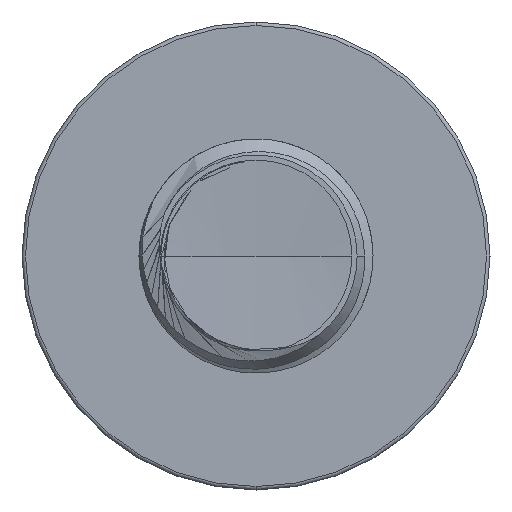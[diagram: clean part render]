
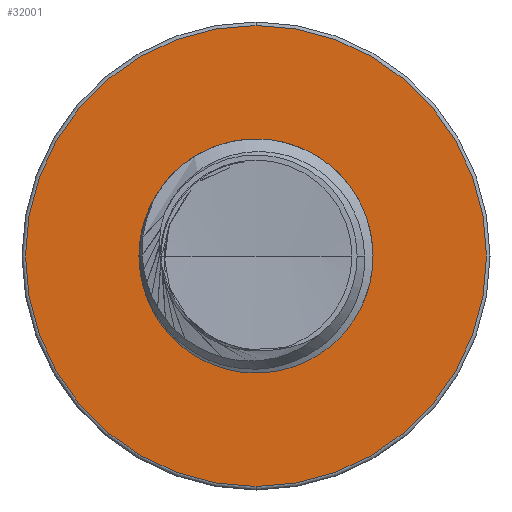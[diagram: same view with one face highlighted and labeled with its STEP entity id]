
A CAD part, front view. The second image highlights one B-rep face of the part: STEP entity #32001.
In plain terms, the highlighted planar face has unit normal (0, -1, 0).
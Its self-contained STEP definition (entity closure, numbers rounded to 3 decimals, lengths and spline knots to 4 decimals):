
#72 = DIRECTION ( 'NONE',  ( 0., -1., 0. ) ) ;
#870 = CIRCLE ( 'NONE', #24866, 1.9709 ) ;
#2262 = DIRECTION ( 'NONE',  ( 0., 0., -1. ) ) ;
#2273 = DIRECTION ( 'NONE',  ( 0., -1., 0. ) ) ;
#2298 = CARTESIAN_POINT ( 'NONE',  ( 0., 20., 0. ) ) ;
#2772 = VERTEX_POINT ( 'NONE', #5075 ) ;
#2823 = AXIS2_PLACEMENT_3D ( 'NONE', #16268, #21919, #4912 ) ;
#4912 = DIRECTION ( 'NONE',  ( 0., 0., -1. ) ) ;
#5075 = CARTESIAN_POINT ( 'NONE',  ( 0., 20., 3.94 ) ) ;
#6336 = FACE_OUTER_BOUND ( 'NONE', #21331, .T. ) ;
#6376 = VERTEX_POINT ( 'NONE', #9187 ) ;
#7339 = CARTESIAN_POINT ( 'NONE',  ( 0., 20., 1.9709 ) ) ;
#7589 = ORIENTED_EDGE ( 'NONE', *, *, #26666, .T. ) ;
#8688 = CIRCLE ( 'NONE', #12026, 3.94 ) ;
#9150 = ORIENTED_EDGE ( 'NONE', *, *, #21669, .F. ) ;
#9187 = CARTESIAN_POINT ( 'NONE',  ( 0., 20., -3.94 ) ) ;
#11554 = AXIS2_PLACEMENT_3D ( 'NONE', #18701, #18676, #18625 ) ;
#12026 = AXIS2_PLACEMENT_3D ( 'NONE', #16660, #72, #19482 ) ;
#13084 = FACE_BOUND ( 'NONE', #23762, .T. ) ;
#15002 = VERTEX_POINT ( 'NONE', #7339 ) ;
#16268 = CARTESIAN_POINT ( 'NONE',  ( 0., 20., 1.9709 ) ) ;
#16660 = CARTESIAN_POINT ( 'NONE',  ( 0., 20., 0. ) ) ;
#18234 = CIRCLE ( 'NONE', #20107, 1.9709 ) ;
#18625 = DIRECTION ( 'NONE',  ( 0., 0., -1. ) ) ;
#18676 = DIRECTION ( 'NONE',  ( 0., -1., 0. ) ) ;
#18701 = CARTESIAN_POINT ( 'NONE',  ( 0., 20., 0. ) ) ;
#19091 = PLANE ( 'NONE',  #2823 ) ;
#19214 = ORIENTED_EDGE ( 'NONE', *, *, #20729, .F. ) ;
#19482 = DIRECTION ( 'NONE',  ( 0., 0., -1. ) ) ;
#20107 = AXIS2_PLACEMENT_3D ( 'NONE', #2298, #2273, #2262 ) ;
#20729 = EDGE_CURVE ( 'NONE', #22552, #15002, #18234, .T. ) ;
#21331 = EDGE_LOOP ( 'NONE', ( #7589, #21936 ) ) ;
#21669 = EDGE_CURVE ( 'NONE', #15002, #22552, #870, .T. ) ;
#21919 = DIRECTION ( 'NONE',  ( 0., -1., 0. ) ) ;
#21936 = ORIENTED_EDGE ( 'NONE', *, *, #28379, .T. ) ;
#22552 = VERTEX_POINT ( 'NONE', #24504 ) ;
#23762 = EDGE_LOOP ( 'NONE', ( #19214, #9150 ) ) ;
#24504 = CARTESIAN_POINT ( 'NONE',  ( 0., 20., -1.9709 ) ) ;
#24866 = AXIS2_PLACEMENT_3D ( 'NONE', #29679, #29652, #29648 ) ;
#26666 = EDGE_CURVE ( 'NONE', #6376, #2772, #31479, .T. ) ;
#28379 = EDGE_CURVE ( 'NONE', #2772, #6376, #8688, .T. ) ;
#29648 = DIRECTION ( 'NONE',  ( 0., 0., -1. ) ) ;
#29652 = DIRECTION ( 'NONE',  ( 0., -1., 0. ) ) ;
#29679 = CARTESIAN_POINT ( 'NONE',  ( 0., 20., 0. ) ) ;
#31479 = CIRCLE ( 'NONE', #11554, 3.94 ) ;
#32001 = ADVANCED_FACE ( 'NONE', ( #6336, #13084 ), #19091, .T. ) ;
